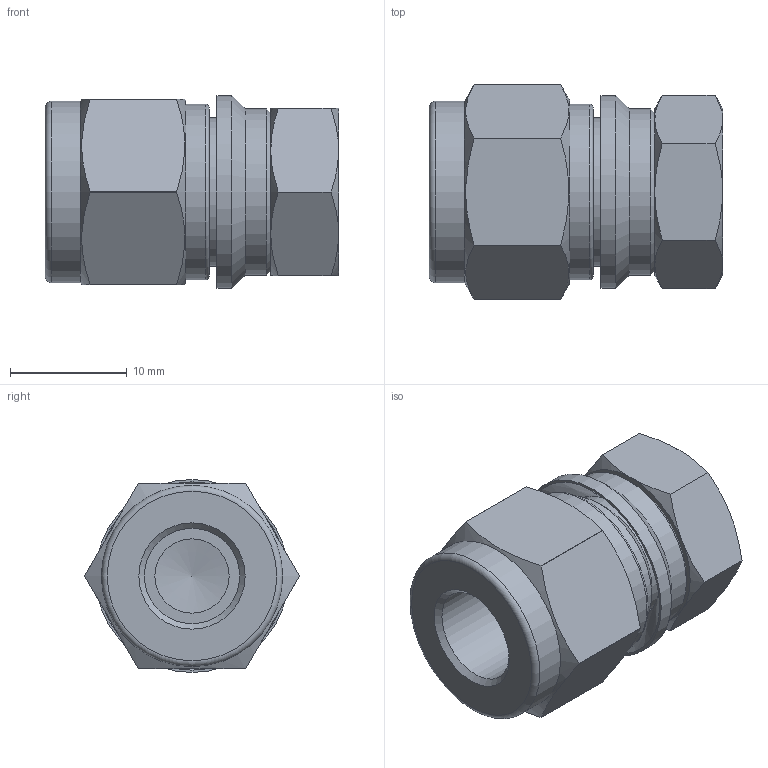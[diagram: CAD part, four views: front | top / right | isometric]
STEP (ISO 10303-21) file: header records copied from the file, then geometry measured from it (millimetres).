
FILE_DESCRIPTION(/* description */ (''),/* implementation_level */ '2;1');
FILE_NAME(/* name */ 'SCI-5.stp',/* time_stamp */ '2022-04-26T09:05:42+09:00',/* author */ ('user'),/* organization */ (''),/* preprocessor_version */ 'ST-DEVELOPER v18.1',/* originating_system */ 'Autodesk Inventor 2022',/* authorisation */ '');
FILE_SCHEMA (('AUTOMOTIVE_DESIGN { 1 0 10303 214 3 1 1 }'));
Length unit declared in the file: millimetre
Products named in the file (1): SCI-5
Bounding box: 25.07 x 18.34 x 16.5 mm (x, y, z)
Volume: 3728.4 mm3; surface area: 2675.3 mm2
Topology: 1 solids, 1 shells, 58 faces, 128 edges, 78 vertices
Faces by surface type: cone 21, plane 20, cylinder 15, torus 2
Full cylindrical faces by diameter (mm): 6.35 x1, 8.14 x1, 11 x1, 11.4 x1, 12.7 x1, 14.2 x1, 15 x1, 15.5 x1, 16.5 x1
Entity records: 1591 total; most frequent: CARTESIAN_POINT 336, DIRECTION 264, ORIENTED_EDGE 254, EDGE_CURVE 127, AXIS2_PLACEMENT_3D 114, VERTEX_POINT 78, EDGE_LOOP 65, FACE_OUTER_BOUND 58
